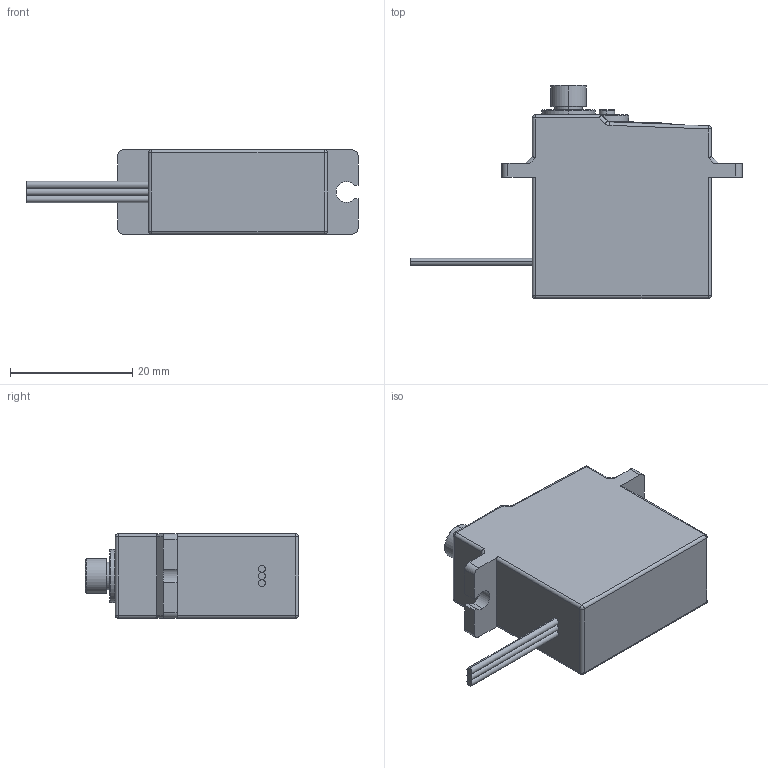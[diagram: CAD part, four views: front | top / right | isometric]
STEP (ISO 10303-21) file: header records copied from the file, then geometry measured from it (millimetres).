
FILE_DESCRIPTION (( 'STEP AP214' ), '1' );
FILE_NAME ('S05NF_STD.STEP', '2018-10-18T23:06:52', ( '' ), ( '' ), 'SwSTEP 2.0', 'SolidWorks 2017', '' );
FILE_SCHEMA (( 'AUTOMOTIVE_DESIGN' ));
Length unit declared in the file: millimetre
Products named in the file (1): S05NF_STD
Bounding box: 54.25 x 34.84 x 13.8 mm (x, y, z)
Volume: 12279.1 mm3; surface area: 3899.5 mm2
Topology: 1 solids, 1 shells, 153 faces, 366 edges, 212 vertices
Faces by surface type: cylinder 65, plane 41, bspline 19, torus 14, sphere 8, cone 6
Entity records: 5127 total; most frequent: CARTESIAN_POINT 1533, ORIENTED_EDGE 712, DIRECTION 693, EDGE_CURVE 356, AXIS2_PLACEMENT_3D 269, VERTEX_POINT 212, EDGE_LOOP 160, VECTOR 155
